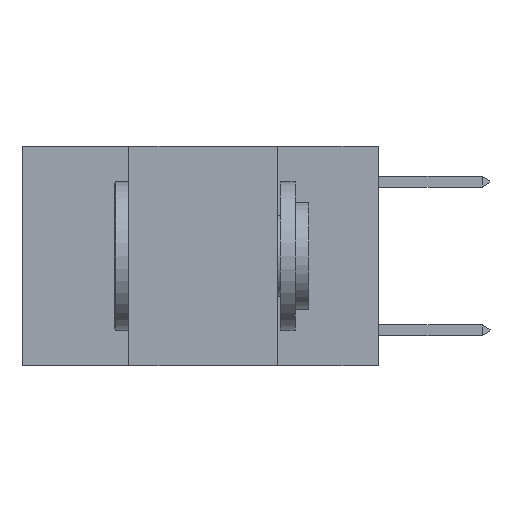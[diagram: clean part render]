
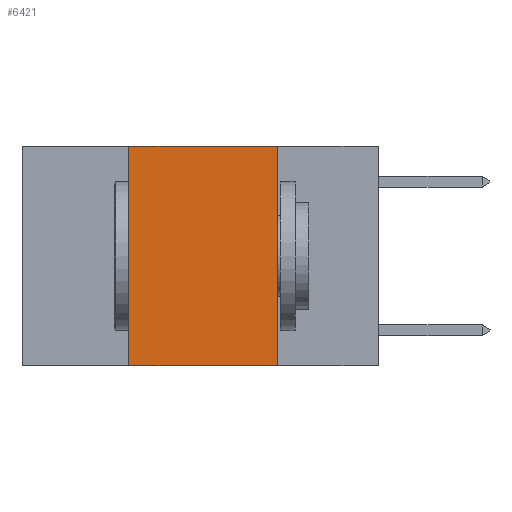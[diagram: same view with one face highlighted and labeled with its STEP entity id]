
A CAD part, left-side view. The second image highlights one B-rep face of the part: STEP entity #6421.
In plain terms, the highlighted planar face has unit normal (-1, 0, 0).
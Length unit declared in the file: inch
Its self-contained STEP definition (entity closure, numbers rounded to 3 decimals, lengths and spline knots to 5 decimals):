
#1039 = CARTESIAN_POINT ( 'NONE',  ( 0., 0.42, -0.37 ) ) ;
#1754 = EDGE_CURVE ( 'NONE', #21235, #21157, #13710, .T. ) ;
#2153 = LINE ( 'NONE', #19278, #2353 ) ;
#2353 = VECTOR ( 'NONE', #19313, 39.37008 ) ;
#4231 = EDGE_LOOP ( 'NONE', ( #10322, #14033, #15105, #20448 ) ) ;
#5953 = DIRECTION ( 'NONE',  ( 0., 0., -1. ) ) ;
#6004 = DIRECTION ( 'NONE',  ( 1., 0., 0. ) ) ;
#6168 = CARTESIAN_POINT ( 'NONE',  ( 0., 0.6, 0. ) ) ;
#6421 = ADVANCED_FACE ( 'NONE', ( #8360 ), #6517, .F. ) ;
#6516 = VECTOR ( 'NONE', #12940, 39.37008 ) ;
#6517 = PLANE ( 'NONE',  #7307 ) ;
#7307 = AXIS2_PLACEMENT_3D ( 'NONE', #6168, #6004, #5953 ) ;
#7708 = EDGE_CURVE ( 'NONE', #13471, #21235, #2153, .T. ) ;
#8360 = FACE_OUTER_BOUND ( 'NONE', #4231, .T. ) ;
#8976 = VECTOR ( 'NONE', #10347, 39.37008 ) ;
#9173 = LINE ( 'NONE', #10505, #8976 ) ;
#10322 = ORIENTED_EDGE ( 'NONE', *, *, #1754, .F. ) ;
#10347 = DIRECTION ( 'NONE',  ( 0., 0., 1. ) ) ;
#10505 = CARTESIAN_POINT ( 'NONE',  ( 0., 0.42, 0. ) ) ;
#12940 = DIRECTION ( 'NONE',  ( 0., -1., 0. ) ) ;
#13335 = VERTEX_POINT ( 'NONE', #1039 ) ;
#13471 = VERTEX_POINT ( 'NONE', #19974 ) ;
#13628 = VECTOR ( 'NONE', #20191, 39.37008 ) ;
#13710 = LINE ( 'NONE', #19886, #13628 ) ;
#14033 = ORIENTED_EDGE ( 'NONE', *, *, #7708, .F. ) ;
#14996 = EDGE_CURVE ( 'NONE', #13335, #13471, #9173, .T. ) ;
#15105 = ORIENTED_EDGE ( 'NONE', *, *, #14996, .F. ) ;
#16919 = LINE ( 'NONE', #17835, #6516 ) ;
#17835 = CARTESIAN_POINT ( 'NONE',  ( 0., 0.6, -0.37 ) ) ;
#19278 = CARTESIAN_POINT ( 'NONE',  ( 0., 0.6, 0. ) ) ;
#19313 = DIRECTION ( 'NONE',  ( 0., -1., 0. ) ) ;
#19886 = CARTESIAN_POINT ( 'NONE',  ( 0., 0.17, 0. ) ) ;
#19974 = CARTESIAN_POINT ( 'NONE',  ( 0., 0.42, 0. ) ) ;
#20191 = DIRECTION ( 'NONE',  ( 0., 0., -1. ) ) ;
#20448 = ORIENTED_EDGE ( 'NONE', *, *, #21163, .T. ) ;
#21106 = CARTESIAN_POINT ( 'NONE',  ( 0., 0.17, -0.37 ) ) ;
#21157 = VERTEX_POINT ( 'NONE', #21106 ) ;
#21163 = EDGE_CURVE ( 'NONE', #13335, #21157, #16919, .T. ) ;
#21235 = VERTEX_POINT ( 'NONE', #21308 ) ;
#21308 = CARTESIAN_POINT ( 'NONE',  ( 0., 0.17, 0. ) ) ;
